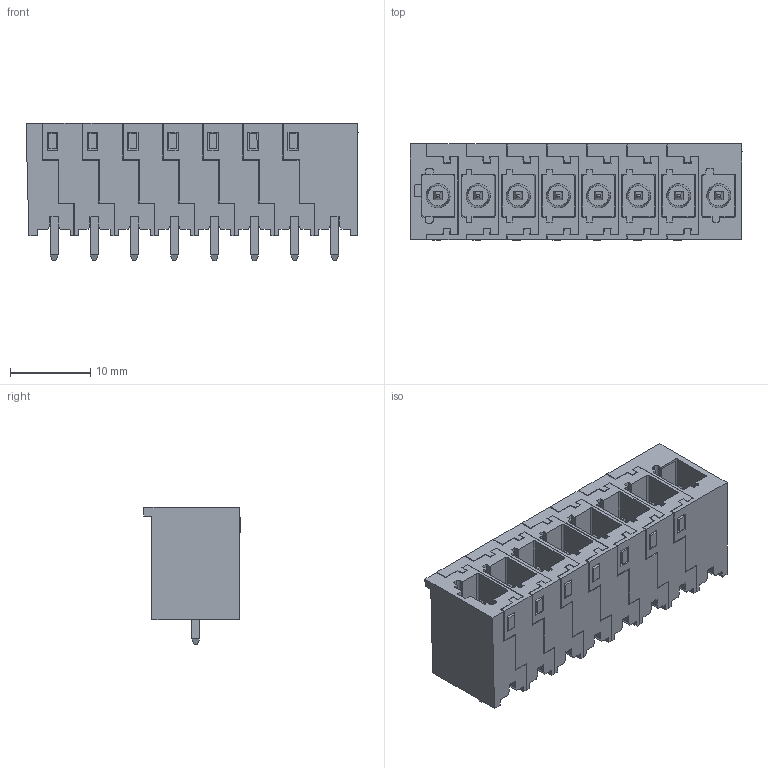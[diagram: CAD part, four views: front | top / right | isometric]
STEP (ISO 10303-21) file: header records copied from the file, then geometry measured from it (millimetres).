
FILE_DESCRIPTION(('CATIA V5 STEP Exchange','CAx-IF Rec.Pracs.--- Model Styling and Organization---1.4--- 2014-01-23'),'2;1');
FILE_NAME ('1328258-3_0_8000072453_8000072453.stp','2022-05-03T12:08:52+00:00',('none'),('Weidmueller'),'CATIA Version 5-6 Release 2016 SP3 HF44','CATIA V5 STEP AP214','none');
FILE_SCHEMA(('AUTOMOTIVE_DESIGN { 1 0 10303 214 1 1 1 1 }'));
Length unit declared in the file: millimetre
Products named in the file (1): 8000072453
Bounding box: 41.4 x 11.98 x 17.15 mm (x, y, z)
Volume: 4276 mm3; surface area: 8588.2 mm2
Topology: 16 solids, 16 shells, 938 faces, 2571 edges, 1680 vertices
Faces by surface type: plane 856, cylinder 66, cone 16
Entity records: 29781 total; most frequent: CARTESIAN_POINT 6038, ORIENTED_EDGE 5142, DIRECTION 4383, EDGE_CURVE 2571, VECTOR 2407, LINE 2407, VERTEX_POINT 1680, AXIS2_PLACEMENT_3D 1039
